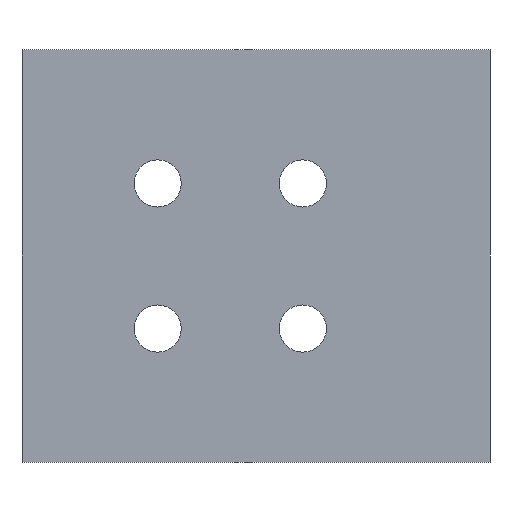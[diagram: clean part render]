
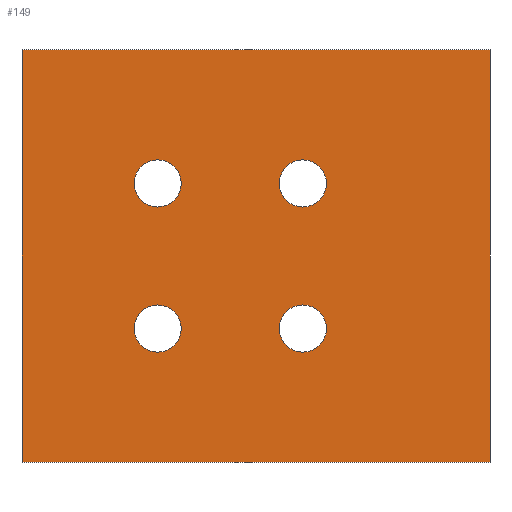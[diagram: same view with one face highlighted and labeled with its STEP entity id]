
A CAD part, front view. The second image highlights one B-rep face of the part: STEP entity #149.
In plain terms, the highlighted planar face has unit normal (0, -1, 0).
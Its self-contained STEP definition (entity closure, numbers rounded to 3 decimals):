
#103 = EDGE_CURVE( '', #179, #201, #270, .T. );
#111 = VERTEX_POINT( '', #278 );
#113 = VERTEX_POINT( '', #280 );
#115 = VERTEX_POINT( '', #282 );
#131 = EDGE_CURVE( '', #201, #179, #302, .T. );
#143 = VERTEX_POINT( '', #315 );
#149 = ADVANCED_FACE( '', ( #321, #322, #323, #324, #325 ), #326, .F. );
#151 = EDGE_CURVE( '', #197, #207, #328, .T. );
#155 = EDGE_CURVE( '', #143, #115, #332, .T. );
#165 = VERTEX_POINT( '', #343 );
#171 = EDGE_CURVE( '', #227, #113, #350, .T. );
#173 = VERTEX_POINT( '', #352 );
#177 = EDGE_CURVE( '', #111, #165, #357, .T. );
#179 = VERTEX_POINT( '', #359 );
#189 = EDGE_CURVE( '', #165, #111, #370, .T. );
#197 = VERTEX_POINT( '', #378 );
#201 = VERTEX_POINT( '', #382 );
#207 = VERTEX_POINT( '', #388 );
#209 = EDGE_CURVE( '', #115, #143, #390, .T. );
#211 = EDGE_CURVE( '', #113, #219, #392, .T. );
#219 = VERTEX_POINT( '', #400 );
#223 = EDGE_CURVE( '', #207, #197, #404, .T. );
#227 = VERTEX_POINT( '', #408 );
#235 = EDGE_CURVE( '', #173, #227, #417, .T. );
#237 = EDGE_CURVE( '', #219, #173, #419, .T. );
#270 = CIRCLE( '', #451, 3.25 );
#278 = CARTESIAN_POINT( '', ( 9.7, 0., -10. ) );
#280 = CARTESIAN_POINT( '', ( 32.25, 0., -28.4 ) );
#282 = CARTESIAN_POINT( '', ( -10.3, 0., -10. ) );
#302 = CIRCLE( '', #489, 3.25 );
#315 = CARTESIAN_POINT( '', ( -16.8, 0., -10. ) );
#321 = FACE_OUTER_BOUND( '', #514, .T. );
#322 = FACE_BOUND( '', #515, .T. );
#323 = FACE_BOUND( '', #516, .T. );
#324 = FACE_BOUND( '', #517, .T. );
#325 = FACE_BOUND( '', #518, .T. );
#326 = PLANE( '', #519 );
#328 = CIRCLE( '', #522, 3.25 );
#332 = CIRCLE( '', #527, 3.25 );
#343 = CARTESIAN_POINT( '', ( 3.2, 0., -10. ) );
#350 = LINE( '', #553, #554 );
#352 = CARTESIAN_POINT( '', ( -32.25, 0., 28.4 ) );
#357 = CIRCLE( '', #562, 3.25 );
#359 = CARTESIAN_POINT( '', ( 3.2, 0., 10. ) );
#370 = CIRCLE( '', #581, 3.25 );
#378 = CARTESIAN_POINT( '', ( -10.3, 0., 10. ) );
#382 = CARTESIAN_POINT( '', ( 9.7, 0., 10. ) );
#388 = CARTESIAN_POINT( '', ( -16.8, 0., 10. ) );
#390 = CIRCLE( '', #607, 3.25 );
#392 = LINE( '', #610, #611 );
#400 = CARTESIAN_POINT( '', ( -32.25, 0., -28.4 ) );
#404 = CIRCLE( '', #624, 3.25 );
#408 = CARTESIAN_POINT( '', ( 32.25, 0., 28.4 ) );
#417 = LINE( '', #644, #645 );
#419 = LINE( '', #648, #649 );
#451 = AXIS2_PLACEMENT_3D( '', #679, #680, #681 );
#489 = AXIS2_PLACEMENT_3D( '', #723, #724, #725 );
#514 = EDGE_LOOP( '', ( #743, #744, #745, #746 ) );
#515 = EDGE_LOOP( '', ( #747, #748 ) );
#516 = EDGE_LOOP( '', ( #749, #750 ) );
#517 = EDGE_LOOP( '', ( #751, #752 ) );
#518 = EDGE_LOOP( '', ( #753, #754 ) );
#519 = AXIS2_PLACEMENT_3D( '', #755, #756, #757 );
#522 = AXIS2_PLACEMENT_3D( '', #758, #759, #760 );
#527 = AXIS2_PLACEMENT_3D( '', #761, #762, #763 );
#553 = CARTESIAN_POINT( '', ( 32.25, 0., 28.4 ) );
#554 = VECTOR( '', #786, 1. );
#562 = AXIS2_PLACEMENT_3D( '', #795, #796, #797 );
#581 = AXIS2_PLACEMENT_3D( '', #811, #812, #813 );
#607 = AXIS2_PLACEMENT_3D( '', #819, #820, #821 );
#610 = CARTESIAN_POINT( '', ( 32.25, 0., -28.4 ) );
#611 = VECTOR( '', #822, 1. );
#624 = AXIS2_PLACEMENT_3D( '', #823, #824, #825 );
#644 = CARTESIAN_POINT( '', ( -32.25, 0., 28.4 ) );
#645 = VECTOR( '', #837, 1. );
#648 = CARTESIAN_POINT( '', ( -32.25, 0., -28.4 ) );
#649 = VECTOR( '', #838, 1. );
#679 = CARTESIAN_POINT( '', ( 6.45, 0., 10. ) );
#680 = DIRECTION( '', ( 0., 1., 0. ) );
#681 = DIRECTION( '', ( 1., 0., 0. ) );
#723 = CARTESIAN_POINT( '', ( 6.45, 0., 10. ) );
#724 = DIRECTION( '', ( 0., 1., 0. ) );
#725 = DIRECTION( '', ( 1., 0., 0. ) );
#743 = ORIENTED_EDGE( '', *, *, #235, .F. );
#744 = ORIENTED_EDGE( '', *, *, #237, .F. );
#745 = ORIENTED_EDGE( '', *, *, #211, .F. );
#746 = ORIENTED_EDGE( '', *, *, #171, .F. );
#747 = ORIENTED_EDGE( '', *, *, #177, .T. );
#748 = ORIENTED_EDGE( '', *, *, #189, .T. );
#749 = ORIENTED_EDGE( '', *, *, #131, .T. );
#750 = ORIENTED_EDGE( '', *, *, #103, .T. );
#751 = ORIENTED_EDGE( '', *, *, #209, .T. );
#752 = ORIENTED_EDGE( '', *, *, #155, .T. );
#753 = ORIENTED_EDGE( '', *, *, #151, .T. );
#754 = ORIENTED_EDGE( '', *, *, #223, .T. );
#755 = CARTESIAN_POINT( '', ( 0., 0., 0. ) );
#756 = DIRECTION( '', ( 0., 1., 0. ) );
#757 = DIRECTION( '', ( 0., 0., 1. ) );
#758 = CARTESIAN_POINT( '', ( -13.55, 0., 10. ) );
#759 = DIRECTION( '', ( 0., 1., 0. ) );
#760 = DIRECTION( '', ( 1., 0., 0. ) );
#761 = CARTESIAN_POINT( '', ( -13.55, 0., -10. ) );
#762 = DIRECTION( '', ( 0., 1., 0. ) );
#763 = DIRECTION( '', ( 1., 0., 0. ) );
#786 = DIRECTION( '', ( 0., 0., -1. ) );
#795 = CARTESIAN_POINT( '', ( 6.45, 0., -10. ) );
#796 = DIRECTION( '', ( 0., 1., 0. ) );
#797 = DIRECTION( '', ( 1., 0., 0. ) );
#811 = CARTESIAN_POINT( '', ( 6.45, 0., -10. ) );
#812 = DIRECTION( '', ( 0., 1., 0. ) );
#813 = DIRECTION( '', ( 1., 0., 0. ) );
#819 = CARTESIAN_POINT( '', ( -13.55, 0., -10. ) );
#820 = DIRECTION( '', ( 0., 1., 0. ) );
#821 = DIRECTION( '', ( 1., 0., 0. ) );
#822 = DIRECTION( '', ( -1., 0., 0. ) );
#823 = CARTESIAN_POINT( '', ( -13.55, 0., 10. ) );
#824 = DIRECTION( '', ( 0., 1., 0. ) );
#825 = DIRECTION( '', ( 1., 0., 0. ) );
#837 = DIRECTION( '', ( 1., 0., 0. ) );
#838 = DIRECTION( '', ( 0., 0., 1. ) );
